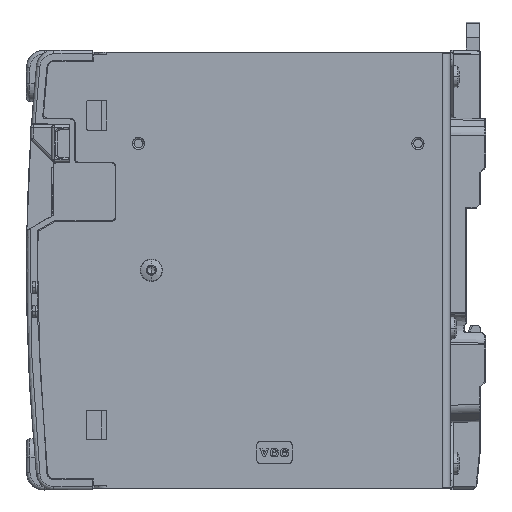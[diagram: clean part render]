
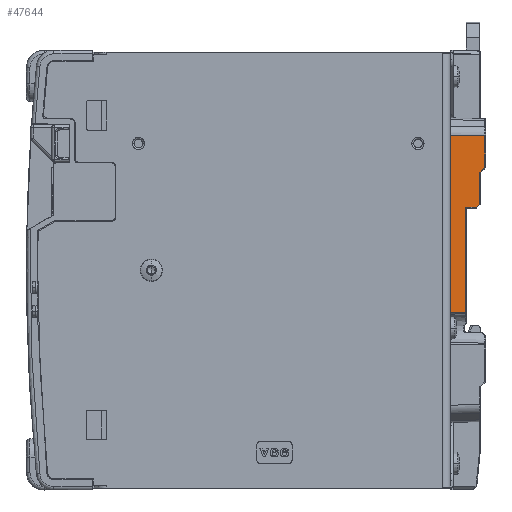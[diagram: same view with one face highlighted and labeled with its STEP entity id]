
A CAD part, left-side view. The second image highlights one B-rep face of the part: STEP entity #47644.
In plain terms, the highlighted face is planar.
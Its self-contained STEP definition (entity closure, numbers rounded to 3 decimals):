
#4432 = PLANE ( 'NONE',  #5567 ) ;
#4433 = CARTESIAN_POINT ( 'NONE',  ( -29.243, -38.706, -9.805 ) ) ;
#4434 = DIRECTION ( 'NONE',  ( -1., 0., -0.026 ) ) ;
#4435 = DIRECTION ( 'NONE',  ( -0.026, 0., 1. ) ) ;
#5558 = FACE_OUTER_BOUND ( 'NONE', #115871, .T. ) ;
#5567 = AXIS2_PLACEMENT_3D ( 'NONE', #4433, #4434, #4435 ) ;
#7217 = VECTOR ( 'NONE', #22368, 1000. ) ;
#7219 = VECTOR ( 'NONE', #22393, 1000. ) ;
#7220 = VECTOR ( 'NONE', #22415, 1000. ) ;
#7222 = VECTOR ( 'NONE', #22428, 1000. ) ;
#21271 = B_SPLINE_CURVE_WITH_KNOTS ( 'NONE', 3,
 ( #22355, #22356, #22357, #22358 ),
 .UNSPECIFIED., .F., .F.,
 ( 4, 4 ),
 ( 0., 1. ),
 .UNSPECIFIED. ) ;
#21277 = B_SPLINE_CURVE_WITH_KNOTS ( 'NONE', 3,
 ( #22365, #22369, #22370, #22371 ),
 .UNSPECIFIED., .F., .F.,
 ( 4, 4 ),
 ( 0., 1. ),
 .UNSPECIFIED. ) ;
#21281 = B_SPLINE_CURVE_WITH_KNOTS ( 'NONE', 3,
 ( #22412, #22416, #22417, #22418 ),
 .UNSPECIFIED., .F., .F.,
 ( 4, 4 ),
 ( 0., 1. ),
 .UNSPECIFIED. ) ;
#21283 = B_SPLINE_CURVE_WITH_KNOTS ( 'NONE', 3,
 ( #22425, #22429, #22430, #22431 ),
 .UNSPECIFIED., .F., .F.,
 ( 4, 4 ),
 ( 0., 1. ),
 .UNSPECIFIED. ) ;
#22355 = CARTESIAN_POINT ( 'NONE',  ( -29.279, -27.85, -8.422 ) ) ;
#22356 = CARTESIAN_POINT ( 'NONE',  ( -29.267, -28.311, -8.883 ) ) ;
#22357 = CARTESIAN_POINT ( 'NONE',  ( -29.255, -28.772, -9.344 ) ) ;
#22358 = CARTESIAN_POINT ( 'NONE',  ( -29.243, -29.233, -9.805 ) ) ;
#22365 = CARTESIAN_POINT ( 'NONE',  ( -29.5, 12., 0. ) ) ;
#22366 = LINE ( 'NONE', #22367, #7217 ) ;
#22367 = CARTESIAN_POINT ( 'NONE',  ( -29.243, -13.202, -9.805 ) ) ;
#22368 = DIRECTION ( 'NONE',  ( 0., -1., 0. ) ) ;
#22369 = CARTESIAN_POINT ( 'NONE',  ( -29.462, 11.963, -1.435 ) ) ;
#22370 = CARTESIAN_POINT ( 'NONE',  ( -29.425, 11.925, -2.87 ) ) ;
#22371 = CARTESIAN_POINT ( 'NONE',  ( -29.387, 11.887, -4.305 ) ) ;
#22391 = LINE ( 'NONE', #22392, #7219 ) ;
#22392 = CARTESIAN_POINT ( 'NONE',  ( -29.387, -13.202, -4.305 ) ) ;
#22393 = DIRECTION ( 'NONE',  ( 0., -1., 0. ) ) ;
#22412 = CARTESIAN_POINT ( 'NONE',  ( -29.306, -17.85, -7.422 ) ) ;
#22413 = LINE ( 'NONE', #22414, #7220 ) ;
#22414 = CARTESIAN_POINT ( 'NONE',  ( -29.372, -17.85, -4.903 ) ) ;
#22415 = DIRECTION ( 'NONE',  ( 0.026, 0., -1. ) ) ;
#22416 = CARTESIAN_POINT ( 'NONE',  ( -29.298, -18.144, -7.717 ) ) ;
#22417 = CARTESIAN_POINT ( 'NONE',  ( -29.29, -18.439, -8.011 ) ) ;
#22418 = CARTESIAN_POINT ( 'NONE',  ( -29.283, -18.733, -8.305 ) ) ;
#22425 = CARTESIAN_POINT ( 'NONE',  ( -29.283, -27.567, -8.305 ) ) ;
#22426 = LINE ( 'NONE', #22427, #7222 ) ;
#22427 = CARTESIAN_POINT ( 'NONE',  ( -29.283, -13.202, -8.305 ) ) ;
#22428 = DIRECTION ( 'NONE',  ( 0., -1., 0. ) ) ;
#22429 = CARTESIAN_POINT ( 'NONE',  ( -29.283, -27.674, -8.306 ) ) ;
#22430 = CARTESIAN_POINT ( 'NONE',  ( -29.281, -27.773, -8.346 ) ) ;
#22431 = CARTESIAN_POINT ( 'NONE',  ( -29.279, -27.85, -8.422 ) ) ;
#36926 = CARTESIAN_POINT ( 'NONE',  ( -29.243, -38.267, -9.805 ) ) ;
#36927 = CARTESIAN_POINT ( 'NONE',  ( -29.279, -27.85, -8.422 ) ) ;
#36928 = CARTESIAN_POINT ( 'NONE',  ( -29.5, 12., 0. ) ) ;
#36930 = CARTESIAN_POINT ( 'NONE',  ( -29.387, -17.85, -4.305 ) ) ;
#36931 = CARTESIAN_POINT ( 'NONE',  ( -29.283, -27.567, -8.305 ) ) ;
#45018 = B_SPLINE_CURVE_WITH_KNOTS ( 'NONE', 3,
 ( #52820, #52821, #52822, #52823 ),
 .UNSPECIFIED., .F., .F.,
 ( 4, 4 ),
 ( 0., 1. ),
 .UNSPECIFIED. ) ;
#45020 = B_SPLINE_CURVE_WITH_KNOTS ( 'NONE', 3,
 ( #52816, #52817, #52818, #52819 ),
 .UNSPECIFIED., .F., .F.,
 ( 4, 4 ),
 ( 0., 1. ),
 .UNSPECIFIED. ) ;
#47644 = ADVANCED_FACE ( 'NONE', ( #5558 ), #4432, .T. ) ;
#52816 = CARTESIAN_POINT ( 'NONE',  ( -29.243, -38.267, -9.805 ) ) ;
#52817 = CARTESIAN_POINT ( 'NONE',  ( -29.329, -38.313, -6.537 ) ) ;
#52818 = CARTESIAN_POINT ( 'NONE',  ( -29.414, -38.358, -3.268 ) ) ;
#52819 = CARTESIAN_POINT ( 'NONE',  ( -29.5, -38.404, 0. ) ) ;
#52820 = CARTESIAN_POINT ( 'NONE',  ( -29.5, -38.404, 0. ) ) ;
#52821 = CARTESIAN_POINT ( 'NONE',  ( -29.5, -21.603, 0. ) ) ;
#52822 = CARTESIAN_POINT ( 'NONE',  ( -29.5, -4.801, 0. ) ) ;
#52823 = CARTESIAN_POINT ( 'NONE',  ( -29.5, 12., 0. ) ) ;
#87770 = CARTESIAN_POINT ( 'NONE',  ( -29.5, -38.404, 0. ) ) ;
#103002 = VERTEX_POINT ( 'NONE', #176443 ) ;
#103005 = VERTEX_POINT ( 'NONE', #176447 ) ;
#103011 = VERTEX_POINT ( 'NONE', #176455 ) ;
#103012 = VERTEX_POINT ( 'NONE', #176457 ) ;
#112439 = EDGE_CURVE ( 'NONE', #116781, #103002, #21271, .T. ) ;
#112441 = EDGE_CURVE ( 'NONE', #103002, #116780, #22366, .T. ) ;
#112442 = EDGE_CURVE ( 'NONE', #116782, #103005, #21277, .T. ) ;
#112445 = EDGE_CURVE ( 'NONE', #103005, #116784, #22391, .T. ) ;
#112447 = EDGE_CURVE ( 'NONE', #116784, #103011, #22413, .T. ) ;
#112448 = EDGE_CURVE ( 'NONE', #103011, #103012, #21281, .T. ) ;
#112450 = EDGE_CURVE ( 'NONE', #103012, #116785, #22426, .T. ) ;
#112451 = EDGE_CURVE ( 'NONE', #116785, #116781, #21283, .T. ) ;
#115871 = EDGE_LOOP ( 'NONE', ( #128643, #128649, #128651, #128647, #128652, #128654, #128658, #128660, #128656, #128662 ) ) ;
#116780 = VERTEX_POINT ( 'NONE', #36926 ) ;
#116781 = VERTEX_POINT ( 'NONE', #36927 ) ;
#116782 = VERTEX_POINT ( 'NONE', #36928 ) ;
#116784 = VERTEX_POINT ( 'NONE', #36930 ) ;
#116785 = VERTEX_POINT ( 'NONE', #36931 ) ;
#121993 = EDGE_CURVE ( 'NONE', #116780, #123654, #45020, .T. ) ;
#121994 = EDGE_CURVE ( 'NONE', #123654, #116782, #45018, .T. ) ;
#123654 = VERTEX_POINT ( 'NONE', #87770 ) ;
#128643 = ORIENTED_EDGE ( 'NONE', *, *, #112450, .T. ) ;
#128647 = ORIENTED_EDGE ( 'NONE', *, *, #112441, .T. ) ;
#128649 = ORIENTED_EDGE ( 'NONE', *, *, #112451, .T. ) ;
#128651 = ORIENTED_EDGE ( 'NONE', *, *, #112439, .T. ) ;
#128652 = ORIENTED_EDGE ( 'NONE', *, *, #121993, .T. ) ;
#128654 = ORIENTED_EDGE ( 'NONE', *, *, #121994, .T. ) ;
#128656 = ORIENTED_EDGE ( 'NONE', *, *, #112447, .T. ) ;
#128658 = ORIENTED_EDGE ( 'NONE', *, *, #112442, .T. ) ;
#128660 = ORIENTED_EDGE ( 'NONE', *, *, #112445, .T. ) ;
#128662 = ORIENTED_EDGE ( 'NONE', *, *, #112448, .T. ) ;
#176443 = CARTESIAN_POINT ( 'NONE',  ( -29.243, -29.233, -9.805 ) ) ;
#176447 = CARTESIAN_POINT ( 'NONE',  ( -29.387, 11.887, -4.305 ) ) ;
#176455 = CARTESIAN_POINT ( 'NONE',  ( -29.306, -17.85, -7.422 ) ) ;
#176457 = CARTESIAN_POINT ( 'NONE',  ( -29.283, -18.733, -8.305 ) ) ;
